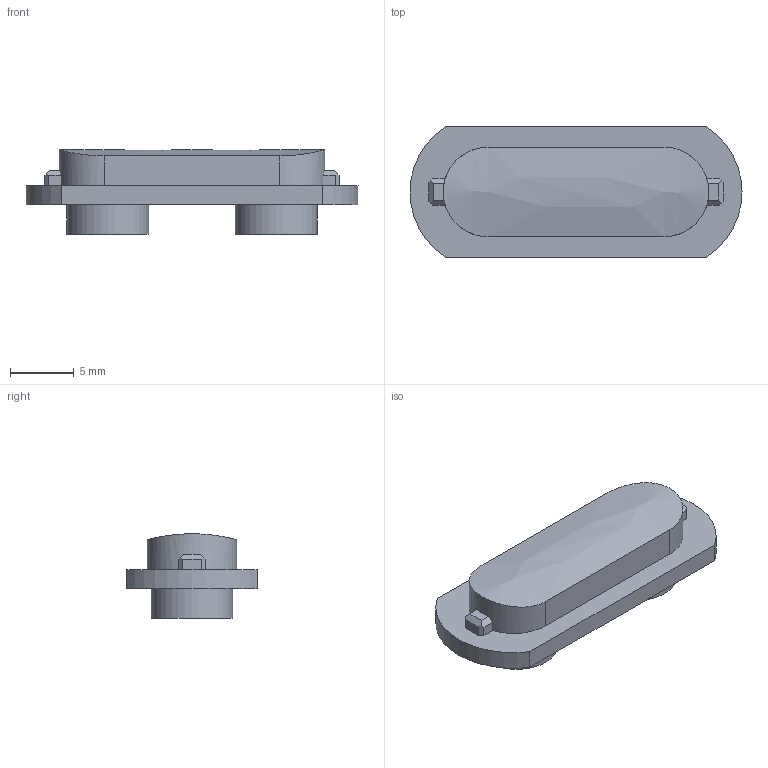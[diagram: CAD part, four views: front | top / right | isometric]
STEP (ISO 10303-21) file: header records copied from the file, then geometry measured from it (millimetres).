
FILE_DESCRIPTION(/* description */ (''),/* implementation_level */ '2;1');
FILE_NAME(/* name */ 'DOUBLE BUTTOM.step',/* time_stamp */ '2020-03-10T16:27:44+01:00',/* author */ (''),/* organization */ (''),/* preprocessor_version */ 'ST-DEVELOPER v18',/* originating_system */ 'Autodesk Translation Framework v8.12.0.6',/* authorisation */ '');
FILE_SCHEMA (('AUTOMOTIVE_DESIGN { 1 0 10303 214 3 1 1 }'));
Length unit declared in the file: millimetre
Products named in the file (1): FusionComponent
Bounding box: 25.95 x 10.2 x 6.6 mm (x, y, z)
Volume: 882.8 mm3; surface area: 811.5 mm2
Topology: 1 solids, 1 shells, 33 faces, 88 edges, 60 vertices
Faces by surface type: plane 26, cylinder 6, bspline 1
Full cylindrical faces by diameter (mm): 6.4 x2
Entity records: 1127 total; most frequent: CARTESIAN_POINT 241, ORIENTED_EDGE 176, DIRECTION 174, EDGE_CURVE 88, LINE 64, VECTOR 64, VERTEX_POINT 60, AXIS2_PLACEMENT_3D 55
